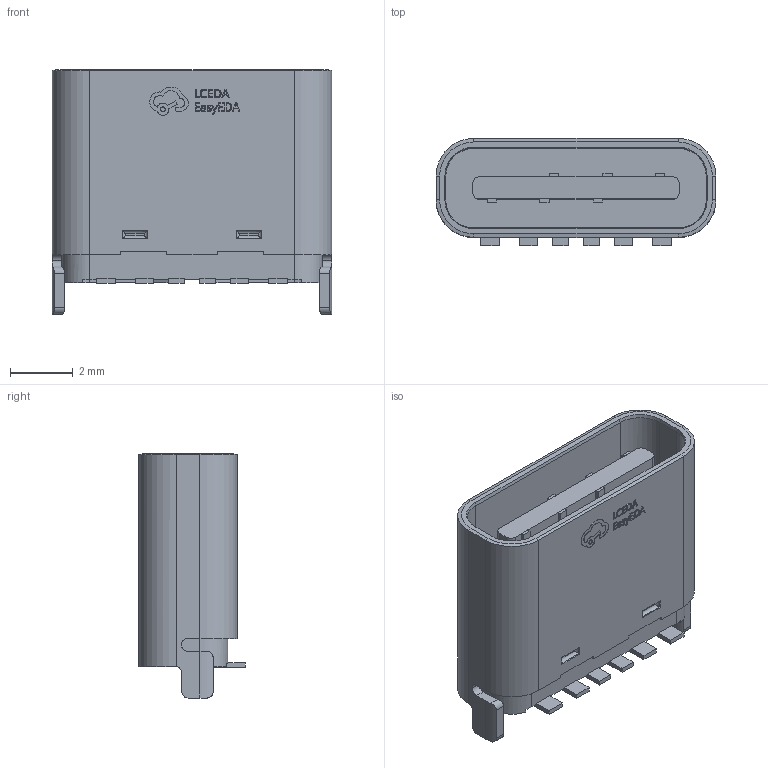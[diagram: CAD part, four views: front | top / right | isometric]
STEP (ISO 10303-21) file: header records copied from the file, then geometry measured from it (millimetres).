
FILE_DESCRIPTION (( 'STEP AP214' ), '1' );
FILE_NAME ('USB-C-SMD_HC-TYPE-C-6P-LT023A.STEP', '2023-12-03T12:46:16', ( '' ), ( '' ), 'SwSTEP 2.0', 'SolidWorks 2020', '' );
FILE_SCHEMA (( 'AUTOMOTIVE_DESIGN' ));
Length unit declared in the file: millimetre
Products named in the file (1): USB-C-SMD_HC-TYPE-C-6P-LT023A
Bounding box: 8.94 x 3.41 x 7.8 mm (x, y, z)
Volume: 102.4 mm3; surface area: 455.4 mm2
Topology: 7 solids, 7 shells, 454 faces, 1225 edges, 806 vertices
Faces by surface type: plane 282, bspline 98, cylinder 66, cone 8
Entity records: 19718 total; most frequent: CARTESIAN_POINT 3892, ORIENTED_EDGE 2450, DIRECTION 1817, EDGE_CURVE 1225, VECTOR 891, LINE 891, VERTEX_POINT 806, EDGE_LOOP 479
